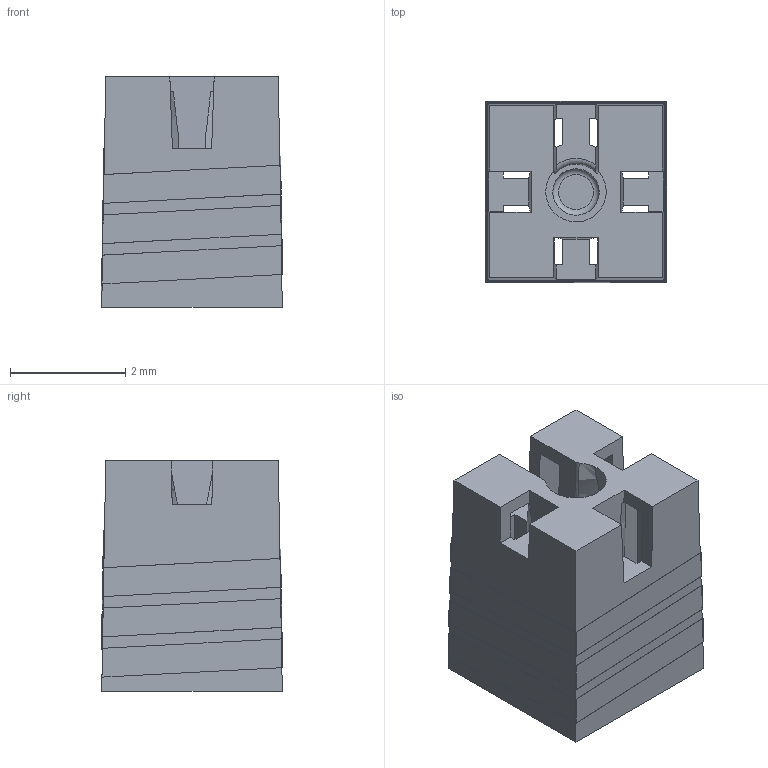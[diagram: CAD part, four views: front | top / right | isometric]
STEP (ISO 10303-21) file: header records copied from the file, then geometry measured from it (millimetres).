
FILE_DESCRIPTION(/* description */ (''),/* implementation_level */ '2;1');
FILE_NAME(/* name */ '479480001.step',/* time_stamp */ '2020-07-07T18:15:33+10:00',/* author */ (''),/* organization */ (''),/* preprocessor_version */ 'ST-DEVELOPER v18.1',/* originating_system */ 'Autodesk Translation Framework v9.3.0.1241',/* authorisation */ '');
FILE_SCHEMA (('AUTOMOTIVE_DESIGN { 1 0 10303 214 3 1 1 }'));
Length unit declared in the file: millimetre
Products named in the file (2): 479480001; COMPOUND
Assembly tree (1 placements, depth 2):
  479480001
    COMPOUND
Bounding box: 3.15 x 3.15 x 4 mm (x, y, z)
Volume: 19.4 mm3; surface area: 170.4 mm2
Topology: 13 solids, 13 shells, 129 faces, 351 edges, 234 vertices
Faces by surface type: plane 117, cone 4, cylinder 4, torus 2, bspline 2
Entity records: 4189 total; most frequent: CARTESIAN_POINT 804, ORIENTED_EDGE 702, DIRECTION 653, EDGE_CURVE 351, LINE 295, VECTOR 295, VERTEX_POINT 234, AXIS2_PLACEMENT_3D 179
